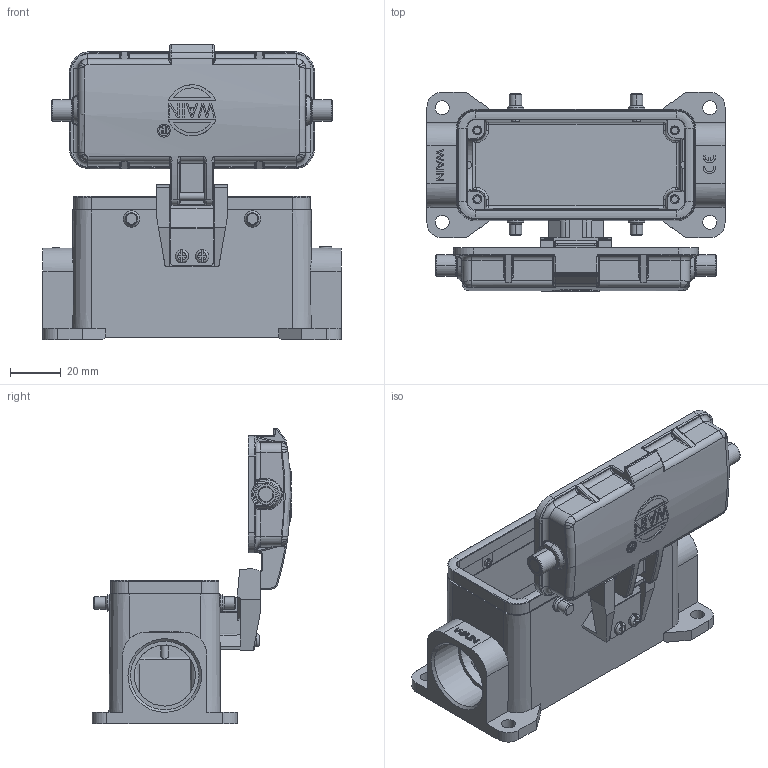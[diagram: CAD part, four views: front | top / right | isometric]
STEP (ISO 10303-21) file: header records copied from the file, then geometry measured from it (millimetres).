
FILE_DESCRIPTION(/* description */ (''),/* implementation_level */ '2;1');
FILE_NAME(/* name */ '3D_1240162701111_HV16B-SF-4B-MCV-PG21_V1.1.STP',/* time_stamp */ '2024-01-04T09:06:27+08:00',/* author */ (''),/* organization */ (''),/* preprocessor_version */ 'ST-DEVELOPER v18.1',/* originating_system */ 'SIEMENS PLM Software NX 1980',/* authorisation */ '');
FILE_SCHEMA (('AUTOMOTIVE_DESIGN { 1 0 10303 214 3 1 1 1 }'));
Products named in the file (1): 14593830C5E2poem
Bounding box: 117 x 78.35 x 116.12 mm (x, y, z)
Volume: 116427.1 mm3; surface area: 75603.7 mm2
Topology: 27 solids, 27 shells, 1405 faces, 3561 edges, 2227 vertices
Faces by surface type: cylinder 601, plane 475, torus 166, cone 70, bspline 66, sphere 24, extrusion 3
Full cylindrical faces by diameter (mm): 3 x6, 4 x2, 24 x1, 26.5 x1, 26.9 x1
Entity records: 52158 total; most frequent: CARTESIAN_POINT 19656, ORIENTED_EDGE 7036, DIRECTION 6240, EDGE_CURVE 3518, AXIS2_PLACEMENT_3D 2302, VERTEX_POINT 2217, VECTOR 1636, LINE 1633
